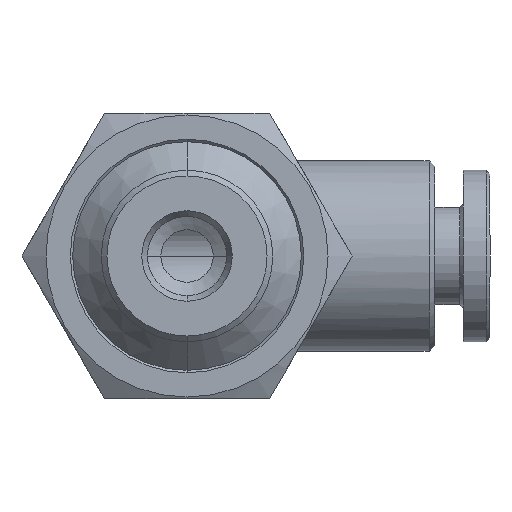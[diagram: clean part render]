
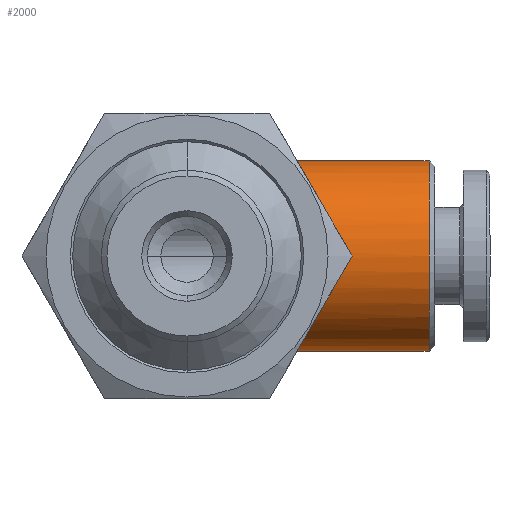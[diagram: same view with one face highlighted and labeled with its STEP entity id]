
A CAD part, front view. The second image highlights one B-rep face of the part: STEP entity #2000.
In plain terms, the highlighted cylindrical face has radius 5 mm (diameter 10 mm), a partial arc.
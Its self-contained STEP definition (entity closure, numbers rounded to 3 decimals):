
#136 = CARTESIAN_POINT ( 'NONE',  ( 12.7, 0., -5. ) ) ;
#137 = CARTESIAN_POINT ( 'NONE',  ( 12.7, 0., 5. ) ) ;
#139 = CARTESIAN_POINT ( 'NONE',  ( 4., 0., 5. ) ) ;
#140 = CARTESIAN_POINT ( 'NONE',  ( 4., 0., -5. ) ) ;
#141 = CARTESIAN_POINT ( 'NONE',  ( 4., -4.181, -2.743 ) ) ;
#155 = CARTESIAN_POINT ( 'NONE',  ( 4., -4.181, 2.743 ) ) ;
#343 = CARTESIAN_POINT ( 'NONE',  ( 12.7, 0., 0. ) ) ;
#344 = DIRECTION ( 'NONE',  ( -1., 0., 0. ) ) ;
#345 = DIRECTION ( 'NONE',  ( 0., 0., 1. ) ) ;
#346 = CARTESIAN_POINT ( 'NONE',  ( 4., 0., 0. ) ) ;
#347 = DIRECTION ( 'NONE',  ( -1., 0., 0. ) ) ;
#348 = DIRECTION ( 'NONE',  ( 0., 0., 1. ) ) ;
#728 = CARTESIAN_POINT ( 'NONE',  ( 4., 0., 0. ) ) ;
#729 = DIRECTION ( 'NONE',  ( -1., 0., 0. ) ) ;
#730 = DIRECTION ( 'NONE',  ( 0., 0., 1. ) ) ;
#741 = CARTESIAN_POINT ( 'NONE',  ( -3.45, 0., -5. ) ) ;
#742 = DIRECTION ( 'NONE',  ( -1., 0., 0. ) ) ;
#743 = CARTESIAN_POINT ( 'NONE',  ( -3.45, 0., 5. ) ) ;
#744 = DIRECTION ( 'NONE',  ( -1., 0., 0. ) ) ;
#788 = CARTESIAN_POINT ( 'NONE',  ( 4., -4.181, 2.743 ) ) ;
#789 = CARTESIAN_POINT ( 'NONE',  ( 4.126, -4.302, 2.558 ) ) ;
#790 = CARTESIAN_POINT ( 'NONE',  ( 4.244, -4.415, 2.358 ) ) ;
#791 = CARTESIAN_POINT ( 'NONE',  ( 4.452, -4.615, 1.939 ) ) ;
#792 = CARTESIAN_POINT ( 'NONE',  ( 4.542, -4.702, 1.718 ) ) ;
#793 = CARTESIAN_POINT ( 'NONE',  ( 4.692, -4.847, 1.251 ) ) ;
#794 = CARTESIAN_POINT ( 'NONE',  ( 4.751, -4.904, 1.007 ) ) ;
#795 = CARTESIAN_POINT ( 'NONE',  ( 4.829, -4.98, 0.513 ) ) ;
#796 = CARTESIAN_POINT ( 'NONE',  ( 4.85, -5., 0.261 ) ) ;
#797 = CARTESIAN_POINT ( 'NONE',  ( 4.85, -5., -0.254 ) ) ;
#798 = CARTESIAN_POINT ( 'NONE',  ( 4.83, -4.981, -0.507 ) ) ;
#799 = CARTESIAN_POINT ( 'NONE',  ( 4.752, -4.905, -1.004 ) ) ;
#800 = CARTESIAN_POINT ( 'NONE',  ( 4.693, -4.847, -1.25 ) ) ;
#801 = CARTESIAN_POINT ( 'NONE',  ( 4.543, -4.703, -1.716 ) ) ;
#802 = CARTESIAN_POINT ( 'NONE',  ( 4.452, -4.615, -1.938 ) ) ;
#803 = CARTESIAN_POINT ( 'NONE',  ( 4.244, -4.414, -2.36 ) ) ;
#804 = CARTESIAN_POINT ( 'NONE',  ( 4.126, -4.301, -2.559 ) ) ;
#805 = CARTESIAN_POINT ( 'NONE',  ( 4., -4.181, -2.743 ) ) ;
#1325 = LINE ( 'NONE', #743, #3279 ) ;
#1326 = LINE ( 'NONE', #741, #3281 ) ;
#1545 = DIRECTION ( 'NONE',  ( 0., 0., 1. ) ) ;
#1546 = DIRECTION ( 'NONE',  ( -1., 0., 0. ) ) ;
#1547 = CARTESIAN_POINT ( 'NONE',  ( -3.45, 0., 0. ) ) ;
#2000 = ADVANCED_FACE ( 'NONE', ( #2071 ), #2070, .T. ) ;
#2070 = CYLINDRICAL_SURFACE ( 'NONE', #3303, 5. ) ;
#2071 = FACE_OUTER_BOUND ( 'NONE', #3586, .T. ) ;
#2306 = CIRCLE ( 'NONE', #2314, 5. ) ;
#2309 = CIRCLE ( 'NONE', #2316, 5. ) ;
#2314 = AXIS2_PLACEMENT_3D ( 'NONE', #343, #344, #345 ) ;
#2316 = AXIS2_PLACEMENT_3D ( 'NONE', #346, #347, #348 ) ;
#2454 = EDGE_CURVE ( 'NONE', #3439, #3440, #3284, .T. ) ;
#2457 = EDGE_CURVE ( 'NONE', #3435, #3439, #1326, .T. ) ;
#2458 = EDGE_CURVE ( 'NONE', #3436, #3438, #1325, .T. ) ;
#2474 = EDGE_CURVE ( 'NONE', #3454, #3440, #3715, .T. ) ;
#2892 = ORIENTED_EDGE ( 'NONE', *, *, #2458, .T. ) ;
#2896 = ORIENTED_EDGE ( 'NONE', *, *, #2457, .F. ) ;
#2897 = ORIENTED_EDGE ( 'NONE', *, *, #3812, .T. ) ;
#2898 = ORIENTED_EDGE ( 'NONE', *, *, #3813, .F. ) ;
#2901 = ORIENTED_EDGE ( 'NONE', *, *, #2474, .T. ) ;
#2902 = ORIENTED_EDGE ( 'NONE', *, *, #2454, .F. ) ;
#3279 = VECTOR ( 'NONE', #744, 1000. ) ;
#3281 = VECTOR ( 'NONE', #742, 1000. ) ;
#3282 = AXIS2_PLACEMENT_3D ( 'NONE', #728, #729, #730 ) ;
#3284 = CIRCLE ( 'NONE', #3282, 5. ) ;
#3303 = AXIS2_PLACEMENT_3D ( 'NONE', #1547, #1546, #1545 ) ;
#3435 = VERTEX_POINT ( 'NONE', #136 ) ;
#3436 = VERTEX_POINT ( 'NONE', #137 ) ;
#3438 = VERTEX_POINT ( 'NONE', #139 ) ;
#3439 = VERTEX_POINT ( 'NONE', #140 ) ;
#3440 = VERTEX_POINT ( 'NONE', #141 ) ;
#3454 = VERTEX_POINT ( 'NONE', #155 ) ;
#3586 = EDGE_LOOP ( 'NONE', ( #2896, #2897, #2892, #2898, #2901, #2902 ) ) ;
#3715 = B_SPLINE_CURVE_WITH_KNOTS ( 'NONE', 3,
 ( #788, #789, #790, #791, #792, #793, #794, #795, #796, #797, #798, #799, #800, #801, #802, #803, #804, #805 ),
 .UNSPECIFIED., .F., .F.,
 ( 4, 2, 2, 2, 2, 2, 2, 2, 4 ),
 ( 0.023, 0.024, 0.025, 0.025, 0.026, 0.027, 0.028, 0.028, 0.029 ),
 .UNSPECIFIED. ) ;
#3812 = EDGE_CURVE ( 'NONE', #3435, #3436, #2306, .T. ) ;
#3813 = EDGE_CURVE ( 'NONE', #3454, #3438, #2309, .T. ) ;
